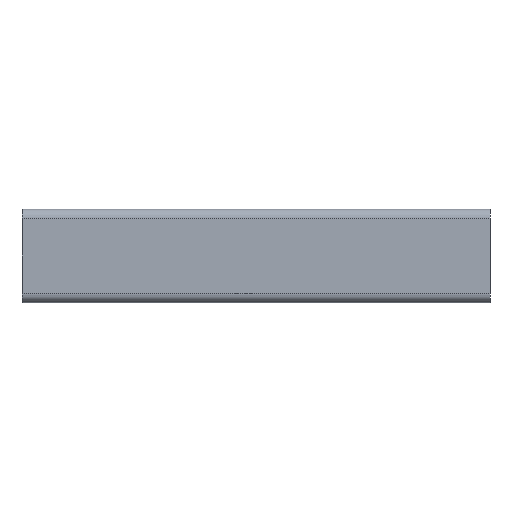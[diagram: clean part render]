
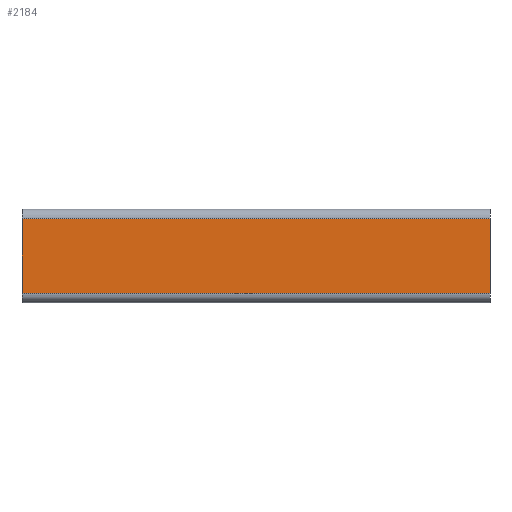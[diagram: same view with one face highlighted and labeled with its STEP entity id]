
A CAD part, left-side view. The second image highlights one B-rep face of the part: STEP entity #2184.
In plain terms, the highlighted planar face has unit normal (-1, 0, 0).
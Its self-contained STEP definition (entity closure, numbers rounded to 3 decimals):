
#33 = PLANE('',#34);
#34 = AXIS2_PLACEMENT_3D('',#35,#36,#37);
#35 = CARTESIAN_POINT('',(-10.,-50.,-10.));
#36 = DIRECTION('',(0.,-1.,0.));
#37 = DIRECTION('',(0.,0.,-1.));
#1573 = VERTEX_POINT('',#1574);
#1574 = CARTESIAN_POINT('',(-10.,-50.,8.));
#1589 = CYLINDRICAL_SURFACE('',#1590,2.);
#1590 = AXIS2_PLACEMENT_3D('',#1591,#1592,#1593);
#1591 = CARTESIAN_POINT('',(-8.,-50.,8.));
#1592 = DIRECTION('',(-0.,-1.,-0.));
#1593 = DIRECTION('',(0.,0.,1.));
#1601 = EDGE_CURVE('',#1573,#1602,#1604,.T.);
#1602 = VERTEX_POINT('',#1603);
#1603 = CARTESIAN_POINT('',(-10.,-50.,-8.));
#1604 = SURFACE_CURVE('',#1605,(#1609,#1616),.PCURVE_S1.);
#1605 = LINE('',#1606,#1607);
#1606 = CARTESIAN_POINT('',(-10.,-50.,10.));
#1607 = VECTOR('',#1608,1.);
#1608 = DIRECTION('',(0.,0.,-1.));
#1609 = PCURVE('',#33,#1610);
#1610 = DEFINITIONAL_REPRESENTATION('',(#1611),#1615);
#1611 = LINE('',#1612,#1613);
#1612 = CARTESIAN_POINT('',(-20.,0.));
#1613 = VECTOR('',#1614,1.);
#1614 = DIRECTION('',(1.,0.));
#1615 = ( GEOMETRIC_REPRESENTATION_CONTEXT(2) 
PARAMETRIC_REPRESENTATION_CONTEXT() REPRESENTATION_CONTEXT('2D SPACE',''
  ) );
#1616 = PCURVE('',#1617,#1622);
#1617 = PLANE('',#1618);
#1618 = AXIS2_PLACEMENT_3D('',#1619,#1620,#1621);
#1619 = CARTESIAN_POINT('',(-10.,-50.,10.));
#1620 = DIRECTION('',(1.,0.,0.));
#1621 = DIRECTION('',(0.,0.,-1.));
#1622 = DEFINITIONAL_REPRESENTATION('',(#1623),#1627);
#1623 = LINE('',#1624,#1625);
#1624 = CARTESIAN_POINT('',(0.,0.));
#1625 = VECTOR('',#1626,1.);
#1626 = DIRECTION('',(1.,0.));
#1627 = ( GEOMETRIC_REPRESENTATION_CONTEXT(2) 
PARAMETRIC_REPRESENTATION_CONTEXT() REPRESENTATION_CONTEXT('2D SPACE',''
  ) );
#1646 = CYLINDRICAL_SURFACE('',#1647,2.);
#1647 = AXIS2_PLACEMENT_3D('',#1648,#1649,#1650);
#1648 = CARTESIAN_POINT('',(-8.,-50.,-8.));
#1649 = DIRECTION('',(-0.,-1.,-0.));
#1650 = DIRECTION('',(0.,0.,1.));
#2184 = ADVANCED_FACE('',(#2185),#1617,.F.);
#2185 = FACE_BOUND('',#2186,.T.);
#2186 = EDGE_LOOP('',(#2187,#2217,#2238,#2239));
#2187 = ORIENTED_EDGE('',*,*,#2188,.T.);
#2188 = EDGE_CURVE('',#2189,#2191,#2193,.T.);
#2189 = VERTEX_POINT('',#2190);
#2190 = CARTESIAN_POINT('',(-10.,50.,8.));
#2191 = VERTEX_POINT('',#2192);
#2192 = CARTESIAN_POINT('',(-10.,50.,-8.));
#2193 = SURFACE_CURVE('',#2194,(#2198,#2205),.PCURVE_S1.);
#2194 = LINE('',#2195,#2196);
#2195 = CARTESIAN_POINT('',(-10.,50.,10.));
#2196 = VECTOR('',#2197,1.);
#2197 = DIRECTION('',(0.,0.,-1.));
#2198 = PCURVE('',#1617,#2199);
#2199 = DEFINITIONAL_REPRESENTATION('',(#2200),#2204);
#2200 = LINE('',#2201,#2202);
#2201 = CARTESIAN_POINT('',(0.,100.));
#2202 = VECTOR('',#2203,1.);
#2203 = DIRECTION('',(1.,0.));
#2204 = ( GEOMETRIC_REPRESENTATION_CONTEXT(2) 
PARAMETRIC_REPRESENTATION_CONTEXT() REPRESENTATION_CONTEXT('2D SPACE',''
  ) );
#2205 = PCURVE('',#2206,#2211);
#2206 = PLANE('',#2207);
#2207 = AXIS2_PLACEMENT_3D('',#2208,#2209,#2210);
#2208 = CARTESIAN_POINT('',(-10.,50.,-10.));
#2209 = DIRECTION('',(0.,-1.,0.));
#2210 = DIRECTION('',(0.,0.,-1.));
#2211 = DEFINITIONAL_REPRESENTATION('',(#2212),#2216);
#2212 = LINE('',#2213,#2214);
#2213 = CARTESIAN_POINT('',(-20.,0.));
#2214 = VECTOR('',#2215,1.);
#2215 = DIRECTION('',(1.,0.));
#2216 = ( GEOMETRIC_REPRESENTATION_CONTEXT(2) 
PARAMETRIC_REPRESENTATION_CONTEXT() REPRESENTATION_CONTEXT('2D SPACE',''
  ) );
#2217 = ORIENTED_EDGE('',*,*,#2218,.F.);
#2218 = EDGE_CURVE('',#1602,#2191,#2219,.T.);
#2219 = SURFACE_CURVE('',#2220,(#2224,#2231),.PCURVE_S1.);
#2220 = LINE('',#2221,#2222);
#2221 = CARTESIAN_POINT('',(-10.,-50.,-8.));
#2222 = VECTOR('',#2223,1.);
#2223 = DIRECTION('',(0.,1.,0.));
#2224 = PCURVE('',#1617,#2225);
#2225 = DEFINITIONAL_REPRESENTATION('',(#2226),#2230);
#2226 = LINE('',#2227,#2228);
#2227 = CARTESIAN_POINT('',(18.,0.));
#2228 = VECTOR('',#2229,1.);
#2229 = DIRECTION('',(0.,1.));
#2230 = ( GEOMETRIC_REPRESENTATION_CONTEXT(2) 
PARAMETRIC_REPRESENTATION_CONTEXT() REPRESENTATION_CONTEXT('2D SPACE',''
  ) );
#2231 = PCURVE('',#1646,#2232);
#2232 = DEFINITIONAL_REPRESENTATION('',(#2233),#2237);
#2233 = LINE('',#2234,#2235);
#2234 = CARTESIAN_POINT('',(1.571,0.));
#2235 = VECTOR('',#2236,1.);
#2236 = DIRECTION('',(0.,-1.));
#2237 = ( GEOMETRIC_REPRESENTATION_CONTEXT(2) 
PARAMETRIC_REPRESENTATION_CONTEXT() REPRESENTATION_CONTEXT('2D SPACE',''
  ) );
#2238 = ORIENTED_EDGE('',*,*,#1601,.F.);
#2239 = ORIENTED_EDGE('',*,*,#2240,.T.);
#2240 = EDGE_CURVE('',#1573,#2189,#2241,.T.);
#2241 = SURFACE_CURVE('',#2242,(#2246,#2253),.PCURVE_S1.);
#2242 = LINE('',#2243,#2244);
#2243 = CARTESIAN_POINT('',(-10.,-50.,8.));
#2244 = VECTOR('',#2245,1.);
#2245 = DIRECTION('',(0.,1.,0.));
#2246 = PCURVE('',#1617,#2247);
#2247 = DEFINITIONAL_REPRESENTATION('',(#2248),#2252);
#2248 = LINE('',#2249,#2250);
#2249 = CARTESIAN_POINT('',(2.,0.));
#2250 = VECTOR('',#2251,1.);
#2251 = DIRECTION('',(0.,1.));
#2252 = ( GEOMETRIC_REPRESENTATION_CONTEXT(2) 
PARAMETRIC_REPRESENTATION_CONTEXT() REPRESENTATION_CONTEXT('2D SPACE',''
  ) );
#2253 = PCURVE('',#1589,#2254);
#2254 = DEFINITIONAL_REPRESENTATION('',(#2255),#2259);
#2255 = LINE('',#2256,#2257);
#2256 = CARTESIAN_POINT('',(1.571,0.));
#2257 = VECTOR('',#2258,1.);
#2258 = DIRECTION('',(0.,-1.));
#2259 = ( GEOMETRIC_REPRESENTATION_CONTEXT(2) 
PARAMETRIC_REPRESENTATION_CONTEXT() REPRESENTATION_CONTEXT('2D SPACE',''
  ) );
